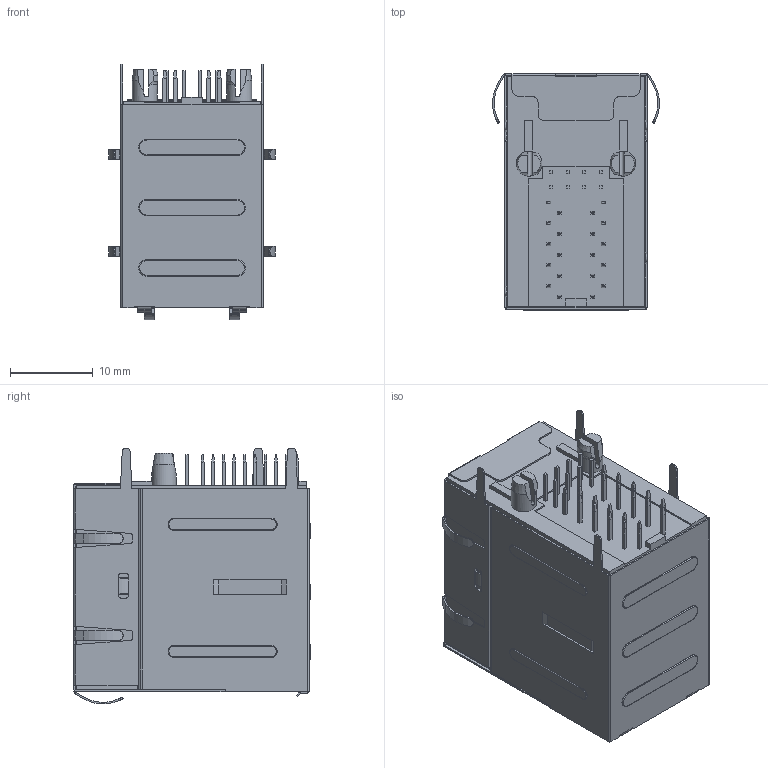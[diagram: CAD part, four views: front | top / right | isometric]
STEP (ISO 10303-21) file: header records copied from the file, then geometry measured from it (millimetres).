
FILE_DESCRIPTION((''),'2;1');
FILE_NAME('DGKYD21B002DB2A4D068','2022-11-07T15:44:44',('Administrator'),(''),'CREO PARAMETRIC BY PTC INC, 2019010','CREO PARAMETRIC BY PTC INC, 2019010','');
FILE_SCHEMA(('CONFIG_CONTROL_DESIGN'));
Length unit declared in the file: millimetre
Products named in the file (1): DGKYD21B002DB2A4D068
Bounding box: 20.22 x 28.6 x 31 mm (x, y, z)
Volume: 9448.2 mm3; surface area: 10810.3 mm2
Topology: 1 solids, 1 shells, 1022 faces, 2802 edges, 1818 vertices
Faces by surface type: plane 788, cylinder 198, torus 20, bspline 10, cone 4, extrusion 2
Entity records: 32990 total; most frequent: CARTESIAN_POINT 6655, ORIENTED_EDGE 5604, DIRECTION 5222, EDGE_CURVE 2802, VECTOR 2264, LINE 2262, VERTEX_POINT 1818, AXIS2_PLACEMENT_3D 1479
